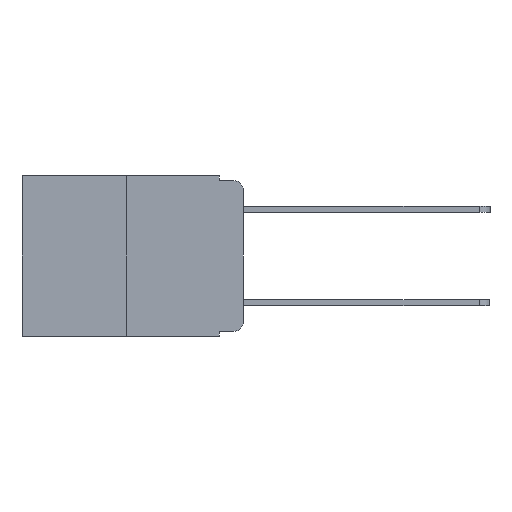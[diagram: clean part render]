
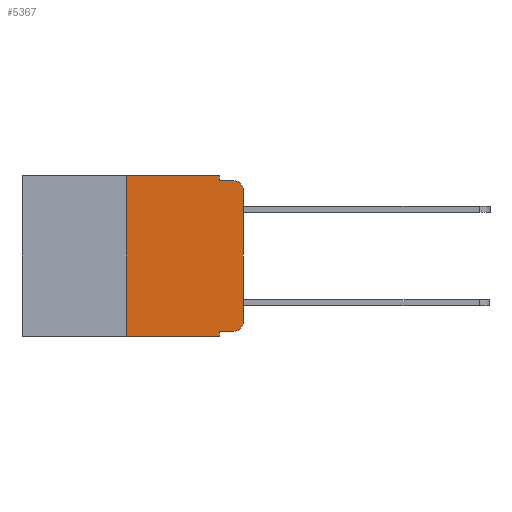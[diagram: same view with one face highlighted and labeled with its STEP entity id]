
A CAD part, left-side view. The second image highlights one B-rep face of the part: STEP entity #5367.
In plain terms, the highlighted planar face has unit normal (-1, 0, 0).
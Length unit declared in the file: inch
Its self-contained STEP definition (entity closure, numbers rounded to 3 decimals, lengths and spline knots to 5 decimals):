
#152 = ORIENTED_EDGE ( 'NONE', *, *, #6155, .F. ) ;
#371 = DIRECTION ( 'NONE',  ( 0., -1., 0. ) ) ;
#568 = LINE ( 'NONE', #4912, #7738 ) ;
#620 = DIRECTION ( 'NONE',  ( 0., 0., 1. ) ) ;
#713 = DIRECTION ( 'NONE',  ( 0., -1., 0. ) ) ;
#903 = DIRECTION ( 'NONE',  ( -1., 0., 0. ) ) ;
#1146 = LINE ( 'NONE', #5987, #6055 ) ;
#1180 = VERTEX_POINT ( 'NONE', #9704 ) ;
#1353 = CIRCLE ( 'NONE', #9722, 0.02 ) ;
#1565 = CARTESIAN_POINT ( 'NONE',  ( 0., 0.051, 0. ) ) ;
#1612 = ORIENTED_EDGE ( 'NONE', *, *, #7226, .T. ) ;
#1770 = CARTESIAN_POINT ( 'NONE',  ( 0., 0.25, 0. ) ) ;
#2132 = CARTESIAN_POINT ( 'NONE',  ( 0., 0.051, -0.343 ) ) ;
#2425 = EDGE_CURVE ( 'NONE', #5779, #4145, #1146, .T. ) ;
#2522 = DIRECTION ( 'NONE',  ( 0., 0., -1. ) ) ;
#2576 = CARTESIAN_POINT ( 'NONE',  ( 0., 0.051, 0. ) ) ;
#2606 = CARTESIAN_POINT ( 'NONE',  ( 0., 0.051, 0. ) ) ;
#2632 = AXIS2_PLACEMENT_3D ( 'NONE', #6694, #903, #7486 ) ;
#2885 = VECTOR ( 'NONE', #620, 39.37008 ) ;
#3076 = VERTEX_POINT ( 'NONE', #8680 ) ;
#3603 = DIRECTION ( 'NONE',  ( 0., 0., -1. ) ) ;
#3892 = DIRECTION ( 'NONE',  ( 0., -1., 0. ) ) ;
#4145 = VERTEX_POINT ( 'NONE', #2576 ) ;
#4277 = CARTESIAN_POINT ( 'NONE',  ( 0., 0.473, 0. ) ) ;
#4537 = CARTESIAN_POINT ( 'NONE',  ( 0., 0.25, 0. ) ) ;
#4768 = VECTOR ( 'NONE', #9478, 39.37008 ) ;
#4851 = DIRECTION ( 'NONE',  ( 0., -1., 0. ) ) ;
#4864 = ORIENTED_EDGE ( 'NONE', *, *, #6797, .T. ) ;
#4912 = CARTESIAN_POINT ( 'NONE',  ( 0., 0.473, -0.343 ) ) ;
#4916 = VECTOR ( 'NONE', #3603, 39.37008 ) ;
#5248 = DIRECTION ( 'NONE',  ( 0., 0., -1. ) ) ;
#5367 = ADVANCED_FACE ( 'NONE', ( #7997 ), #7788, .F. ) ;
#5577 = ORIENTED_EDGE ( 'NONE', *, *, #6720, .F. ) ;
#5671 = CARTESIAN_POINT ( 'NONE',  ( 0., 0.02, -0.313 ) ) ;
#5779 = VERTEX_POINT ( 'NONE', #1770 ) ;
#5823 = CARTESIAN_POINT ( 'NONE',  ( 0., 0.051, -0.01 ) ) ;
#5824 = VECTOR ( 'NONE', #2522, 39.37008 ) ;
#5987 = CARTESIAN_POINT ( 'NONE',  ( 0., 0.473, 0. ) ) ;
#6055 = VECTOR ( 'NONE', #371, 39.37008 ) ;
#6102 = EDGE_CURVE ( 'NONE', #7488, #8429, #9054, .T. ) ;
#6136 = EDGE_CURVE ( 'NONE', #8429, #3076, #6926, .T. ) ;
#6155 = EDGE_CURVE ( 'NONE', #6848, #3076, #10197, .T. ) ;
#6384 = VECTOR ( 'NONE', #4851, 39.37008 ) ;
#6514 = EDGE_LOOP ( 'NONE', ( #7594, #10651, #152, #5577, #8460, #6993, #1612, #10871, #8146, #4864 ) ) ;
#6564 = CARTESIAN_POINT ( 'NONE',  ( 0., 0.25, -0.343 ) ) ;
#6602 = DIRECTION ( 'NONE',  ( 0., 0., -1. ) ) ;
#6694 = CARTESIAN_POINT ( 'NONE',  ( 0., 0.02, -0.03 ) ) ;
#6720 = EDGE_CURVE ( 'NONE', #4145, #6848, #7971, .T. ) ;
#6736 = EDGE_CURVE ( 'NONE', #8818, #5779, #9779, .T. ) ;
#6753 = EDGE_CURVE ( 'NONE', #1180, #7571, #10921, .T. ) ;
#6766 = EDGE_CURVE ( 'NONE', #1180, #8328, #10712, .T. ) ;
#6797 = EDGE_CURVE ( 'NONE', #8328, #7488, #1353, .T. ) ;
#6848 = VERTEX_POINT ( 'NONE', #9548 ) ;
#6888 = AXIS2_PLACEMENT_3D ( 'NONE', #4277, #9848, #5248 ) ;
#6926 = CIRCLE ( 'NONE', #2632, 0.02 ) ;
#6993 = ORIENTED_EDGE ( 'NONE', *, *, #6736, .F. ) ;
#7052 = VECTOR ( 'NONE', #713, 39.37008 ) ;
#7226 = EDGE_CURVE ( 'NONE', #8818, #7571, #568, .T. ) ;
#7486 = DIRECTION ( 'NONE',  ( 0., 0., -1. ) ) ;
#7488 = VERTEX_POINT ( 'NONE', #8354 ) ;
#7571 = VERTEX_POINT ( 'NONE', #2132 ) ;
#7594 = ORIENTED_EDGE ( 'NONE', *, *, #6102, .T. ) ;
#7738 = VECTOR ( 'NONE', #3892, 39.37008 ) ;
#7788 = PLANE ( 'NONE',  #6888 ) ;
#7971 = LINE ( 'NONE', #1565, #5824 ) ;
#7997 = FACE_OUTER_BOUND ( 'NONE', #6514, .T. ) ;
#8146 = ORIENTED_EDGE ( 'NONE', *, *, #6766, .T. ) ;
#8328 = VERTEX_POINT ( 'NONE', #8693 ) ;
#8354 = CARTESIAN_POINT ( 'NONE',  ( 0., 0., -0.313 ) ) ;
#8429 = VERTEX_POINT ( 'NONE', #9381 ) ;
#8460 = ORIENTED_EDGE ( 'NONE', *, *, #2425, .F. ) ;
#8680 = CARTESIAN_POINT ( 'NONE',  ( 0., 0.02, -0.01 ) ) ;
#8693 = CARTESIAN_POINT ( 'NONE',  ( 0., 0.02, -0.333 ) ) ;
#8818 = VERTEX_POINT ( 'NONE', #6564 ) ;
#9054 = LINE ( 'NONE', #10111, #4768 ) ;
#9381 = CARTESIAN_POINT ( 'NONE',  ( 0., 0., -0.03 ) ) ;
#9478 = DIRECTION ( 'NONE',  ( 0., 0., 1. ) ) ;
#9548 = CARTESIAN_POINT ( 'NONE',  ( 0., 0.051, -0.01 ) ) ;
#9704 = CARTESIAN_POINT ( 'NONE',  ( 0., 0.051, -0.333 ) ) ;
#9722 = AXIS2_PLACEMENT_3D ( 'NONE', #5671, #10799, #6602 ) ;
#9779 = LINE ( 'NONE', #4537, #2885 ) ;
#9848 = DIRECTION ( 'NONE',  ( 1., 0., 0. ) ) ;
#10111 = CARTESIAN_POINT ( 'NONE',  ( 0., 0., 0. ) ) ;
#10197 = LINE ( 'NONE', #5823, #6384 ) ;
#10651 = ORIENTED_EDGE ( 'NONE', *, *, #6136, .T. ) ;
#10712 = LINE ( 'NONE', #10738, #7052 ) ;
#10738 = CARTESIAN_POINT ( 'NONE',  ( 0., 0.051, -0.333 ) ) ;
#10799 = DIRECTION ( 'NONE',  ( -1., 0., 0. ) ) ;
#10871 = ORIENTED_EDGE ( 'NONE', *, *, #6753, .F. ) ;
#10921 = LINE ( 'NONE', #2606, #4916 ) ;
